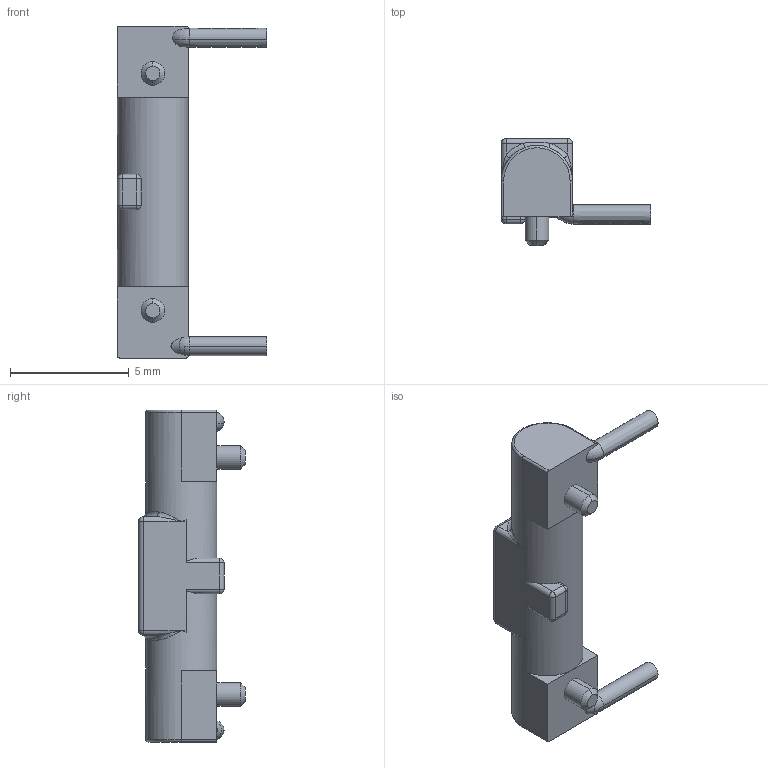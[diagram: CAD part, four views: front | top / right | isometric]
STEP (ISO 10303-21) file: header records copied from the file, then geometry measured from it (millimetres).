
FILE_DESCRIPTION((''),'2;1');
FILE_NAME('W3139_201118','2018-11-20T',('azhou'),(''),'PRO/ENGINEER BY PARAMETRIC TECHNOLOGY CORPORATION, 2017170','PRO/ENGINEER BY PARAMETRIC TECHNOLOGY CORPORATION, 2017170','');
FILE_SCHEMA(('AUTOMOTIVE_DESIGN { 1 0 10303 214 1 1 1 1 }'));
Length unit declared in the file: millimetre
Products named in the file (1): W3139_201118
Bounding box: 6.3 x 4.5 x 14 mm (x, y, z)
Volume: 120.3 mm3; surface area: 194.7 mm2
Topology: 1 solids, 1 shells, 92 faces, 218 edges, 126 vertices
Faces by surface type: plane 31, cylinder 30, torus 9, sphere 8, bspline 6, cone 4, revolution 2, extrusion 2
Entity records: 3450 total; most frequent: CARTESIAN_POINT 1241, DIRECTION 432, ORIENTED_EDGE 428, EDGE_CURVE 214, AXIS2_PLACEMENT_3D 170, VERTEX_POINT 126, EDGE_LOOP 94, FACE_OUTER_BOUND 92
